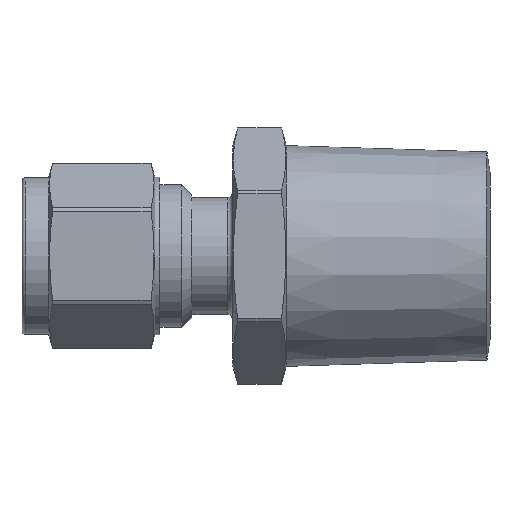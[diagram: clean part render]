
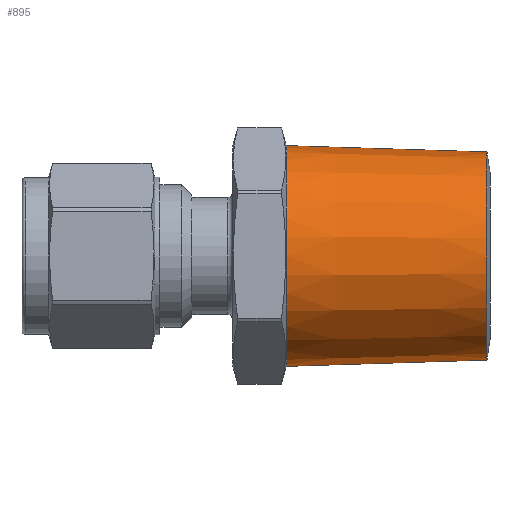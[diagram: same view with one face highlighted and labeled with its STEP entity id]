
A CAD part, left-side view. The second image highlights one B-rep face of the part: STEP entity #895.
In plain terms, the highlighted conical face has half-angle 1.788 degrees and reference radius 10.846 mm.
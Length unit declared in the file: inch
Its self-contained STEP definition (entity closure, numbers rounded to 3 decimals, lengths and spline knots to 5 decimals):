
#44 = DIRECTION ( 'NONE',  ( 0., 0., -1. ) ) ;
#264 = CARTESIAN_POINT ( 'NONE',  ( 0., 0.7874, 0. ) ) ;
#451 = DIRECTION ( 'NONE',  ( 0., -1., 0. ) ) ;
#617 = ORIENTED_EDGE ( 'NONE', *, *, #1029, .F. ) ;
#681 = DIRECTION ( 'NONE',  ( 0., 0., -1. ) ) ;
#766 = DIRECTION ( 'NONE',  ( 0., -1., 0. ) ) ;
#781 = DIRECTION ( 'NONE',  ( 0., 0., -1. ) ) ;
#786 = FACE_OUTER_BOUND ( 'NONE', #1294, .T. ) ;
#849 = LINE ( 'NONE', #2026, #1947 ) ;
#895 = ADVANCED_FACE ( 'NONE', ( #786 ), #1443, .T. ) ;
#910 = CARTESIAN_POINT ( 'NONE',  ( 0., 0.7874, -0.427 ) ) ;
#957 = VERTEX_POINT ( 'NONE', #1873 ) ;
#982 = CARTESIAN_POINT ( 'NONE',  ( 0., 0.01187, 0.40279 ) ) ;
#1029 = EDGE_CURVE ( 'NONE', #1324, #957, #1117, .T. ) ;
#1075 = EDGE_CURVE ( 'NONE', #957, #1773, #1583, .T. ) ;
#1117 = CIRCLE ( 'NONE', #1969, 0.40279 ) ;
#1122 = ORIENTED_EDGE ( 'NONE', *, *, #1181, .T. ) ;
#1181 = EDGE_CURVE ( 'NONE', #1324, #1424, #849, .T. ) ;
#1260 = ORIENTED_EDGE ( 'NONE', *, *, #1709, .T. ) ;
#1294 = EDGE_LOOP ( 'NONE', ( #617, #1122, #1260, #1579 ) ) ;
#1324 = VERTEX_POINT ( 'NONE', #982 ) ;
#1397 = VECTOR ( 'NONE', #1794, 39.37008 ) ;
#1424 = VERTEX_POINT ( 'NONE', #1967 ) ;
#1443 = CONICAL_SURFACE ( 'NONE', #1926, 0.427, 0.031 ) ;
#1458 = CARTESIAN_POINT ( 'NONE',  ( 0., 0.7874, 0. ) ) ;
#1480 = DIRECTION ( 'NONE',  ( 0., 1., 0.031 ) ) ;
#1579 = ORIENTED_EDGE ( 'NONE', *, *, #1075, .F. ) ;
#1583 = LINE ( 'NONE', #910, #1397 ) ;
#1593 = DIRECTION ( 'NONE',  ( 0., 1., 0. ) ) ;
#1648 = AXIS2_PLACEMENT_3D ( 'NONE', #1458, #451, #44 ) ;
#1709 = EDGE_CURVE ( 'NONE', #1424, #1773, #2240, .T. ) ;
#1773 = VERTEX_POINT ( 'NONE', #2052 ) ;
#1794 = DIRECTION ( 'NONE',  ( 0., 1., -0.031 ) ) ;
#1873 = CARTESIAN_POINT ( 'NONE',  ( 0., 0.01187, -0.40279 ) ) ;
#1926 = AXIS2_PLACEMENT_3D ( 'NONE', #264, #1593, #781 ) ;
#1947 = VECTOR ( 'NONE', #1480, 39.37008 ) ;
#1967 = CARTESIAN_POINT ( 'NONE',  ( 0., 0.7874, 0.427 ) ) ;
#1969 = AXIS2_PLACEMENT_3D ( 'NONE', #2176, #766, #681 ) ;
#2026 = CARTESIAN_POINT ( 'NONE',  ( 0., 0.7874, 0.427 ) ) ;
#2052 = CARTESIAN_POINT ( 'NONE',  ( 0., 0.7874, -0.427 ) ) ;
#2176 = CARTESIAN_POINT ( 'NONE',  ( 0., 0.01187, 0. ) ) ;
#2240 = CIRCLE ( 'NONE', #1648, 0.427 ) ;
